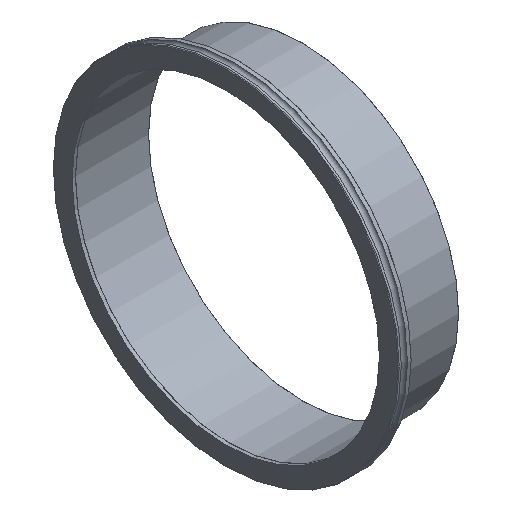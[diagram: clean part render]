
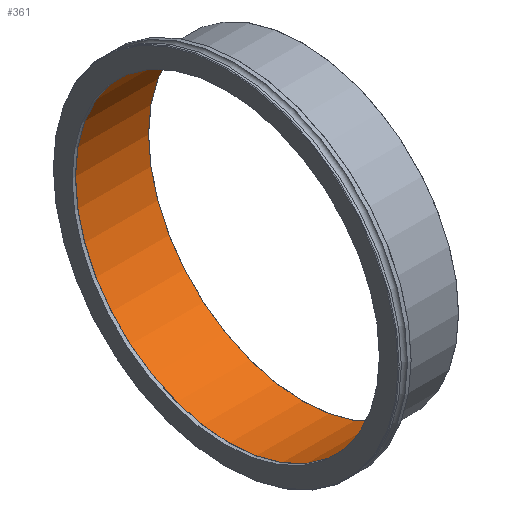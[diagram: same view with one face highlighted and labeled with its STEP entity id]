
A CAD part, isometric view. The second image highlights one B-rep face of the part: STEP entity #361.
In plain terms, the highlighted cylindrical face has radius 200.2 mm (diameter 400.4 mm), a full revolution.
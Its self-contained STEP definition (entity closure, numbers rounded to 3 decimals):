
#34=LINE('',#681,#43);
#43=VECTOR('',#556,200.2);
#50=CYLINDRICAL_SURFACE('',#435,200.2);
#65=FACE_OUTER_BOUND('',#88,.T.);
#88=EDGE_LOOP('',(#298,#299,#300,#301,#302,#303,#304));
#127=CIRCLE('',#428,200.2);
#128=CIRCLE('',#429,200.2);
#129=CIRCLE('',#430,200.2);
#133=CIRCLE('',#436,200.2);
#134=CIRCLE('',#437,200.2);
#171=VERTEX_POINT('',#664);
#172=VERTEX_POINT('',#666);
#173=VERTEX_POINT('',#668);
#176=VERTEX_POINT('',#678);
#177=VERTEX_POINT('',#679);
#218=EDGE_CURVE('',#171,#172,#127,.T.);
#219=EDGE_CURVE('',#172,#173,#128,.T.);
#220=EDGE_CURVE('',#173,#171,#129,.T.);
#224=EDGE_CURVE('',#176,#177,#133,.T.);
#225=EDGE_CURVE('',#177,#173,#34,.T.);
#226=EDGE_CURVE('',#177,#176,#134,.T.);
#298=ORIENTED_EDGE('',*,*,#224,.T.);
#299=ORIENTED_EDGE('',*,*,#225,.T.);
#300=ORIENTED_EDGE('',*,*,#219,.F.);
#301=ORIENTED_EDGE('',*,*,#218,.F.);
#302=ORIENTED_EDGE('',*,*,#220,.F.);
#303=ORIENTED_EDGE('',*,*,#225,.F.);
#304=ORIENTED_EDGE('',*,*,#226,.T.);
#361=ADVANCED_FACE('',(#65),#50,.F.);
#428=AXIS2_PLACEMENT_3D('',#667,#538,#539);
#429=AXIS2_PLACEMENT_3D('',#669,#540,#541);
#430=AXIS2_PLACEMENT_3D('',#670,#542,#543);
#435=AXIS2_PLACEMENT_3D('',#677,#552,#553);
#436=AXIS2_PLACEMENT_3D('',#680,#554,#555);
#437=AXIS2_PLACEMENT_3D('',#682,#557,#558);
#538=DIRECTION('center_axis',(-1.,0.,0.));
#539=DIRECTION('ref_axis',(0.,1.,0.));
#540=DIRECTION('center_axis',(-1.,0.,0.));
#541=DIRECTION('ref_axis',(0.,1.,0.));
#542=DIRECTION('center_axis',(-1.,0.,0.));
#543=DIRECTION('ref_axis',(0.,1.,0.));
#552=DIRECTION('center_axis',(-1.,0.,0.));
#553=DIRECTION('ref_axis',(0.,-1.,0.));
#554=DIRECTION('center_axis',(-1.,0.,0.));
#555=DIRECTION('ref_axis',(0.,0.,1.));
#556=DIRECTION('',(1.,0.,0.));
#557=DIRECTION('center_axis',(-1.,0.,0.));
#558=DIRECTION('ref_axis',(0.,0.,1.));
#664=CARTESIAN_POINT('',(-0.3,203.2,-200.2));
#666=CARTESIAN_POINT('',(-0.3,3.,0.));
#667=CARTESIAN_POINT('Origin',(-0.3,203.2,0.));
#668=CARTESIAN_POINT('',(-0.3,403.4,0.));
#669=CARTESIAN_POINT('Origin',(-0.3,203.2,0.));
#670=CARTESIAN_POINT('Origin',(-0.3,203.2,0.));
#677=CARTESIAN_POINT('Origin',(-47.75,203.2,0.));
#678=CARTESIAN_POINT('',(-95.5,3.,0.));
#679=CARTESIAN_POINT('',(-95.5,403.4,0.));
#680=CARTESIAN_POINT('Origin',(-95.5,203.2,0.));
#681=CARTESIAN_POINT('',(-47.75,403.4,0.));
#682=CARTESIAN_POINT('Origin',(-95.5,203.2,0.));
